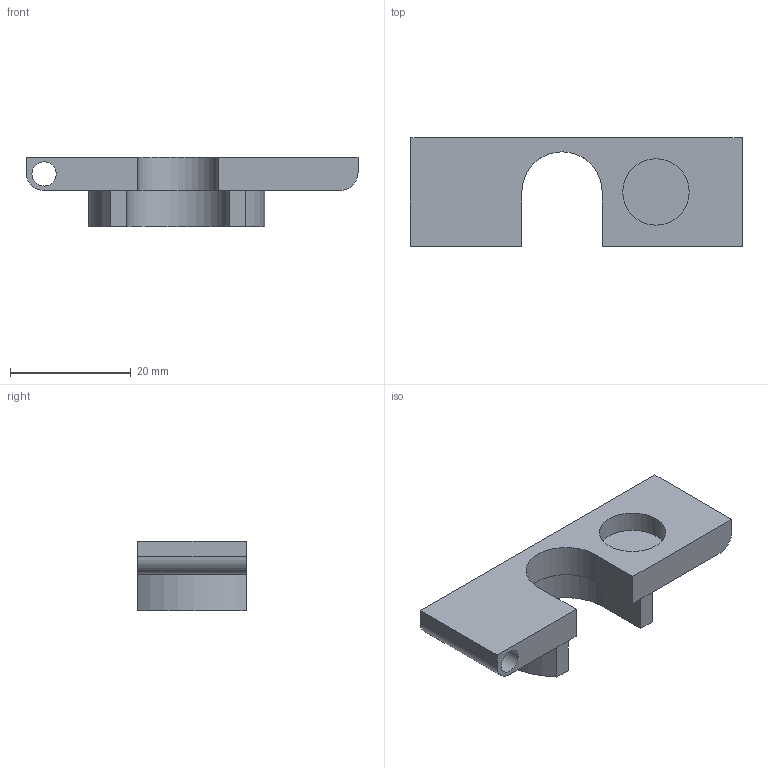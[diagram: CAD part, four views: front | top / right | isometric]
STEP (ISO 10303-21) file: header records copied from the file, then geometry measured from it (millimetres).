
FILE_DESCRIPTION(('FreeCAD Model'),'2;1');
FILE_NAME('X-Axis_CarrageLisp.step', '2017-04-02T19:20:25',('Author'),(''), 'Open CASCADE STEP processor 6.8','FreeCAD','Unknown');
FILE_SCHEMA(('AUTOMOTIVE_DESIGN_CC2 { 1 2 10303 214 -1 1 5 4 }'));
Length unit declared in the file: millimetre
Products named in the file (2): ASSEMBLY; Fillet
Assembly tree (1 placements, depth 2):
  ASSEMBLY
    Fillet
Bounding box: 55 x 18 x 11.5 mm (x, y, z)
Volume: 5106.1 mm3; surface area: 3486.5 mm2
Topology: 1 solids, 1 shells, 26 faces, 63 edges, 40 vertices
Faces by surface type: plane 18, cylinder 8
Full cylindrical faces by diameter (mm): 4 x1, 11 x1
Entity records: 1647 total; most frequent: CARTESIAN_POINT 317, DIRECTION 251, LINE 157, VECTOR 157, ORIENTED_EDGE 126, PCURVE 126, DEFINITIONAL_REPRESENTATION 126, EDGE_CURVE 63
